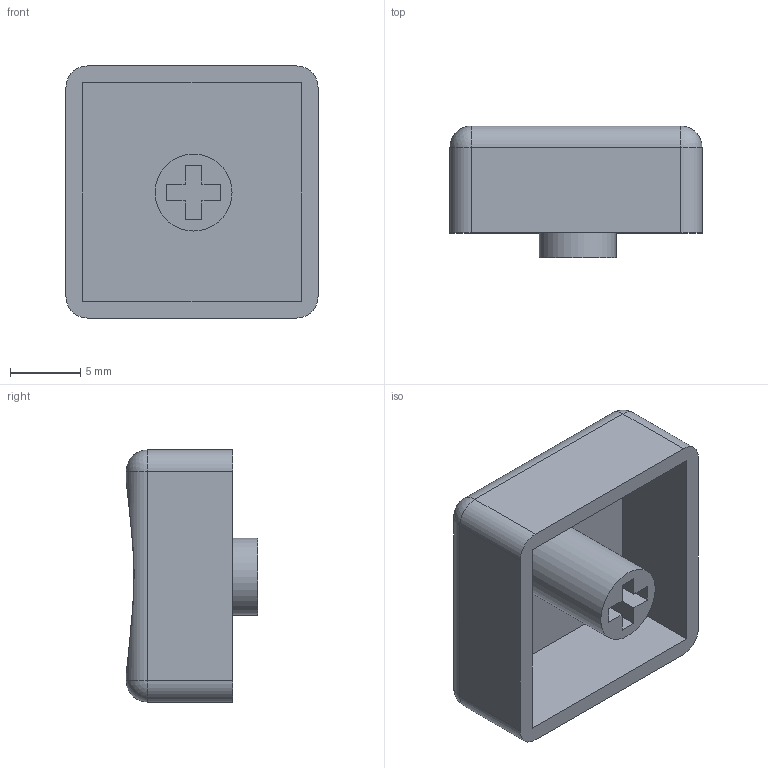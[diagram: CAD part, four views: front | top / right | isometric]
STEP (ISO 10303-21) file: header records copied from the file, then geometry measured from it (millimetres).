
FILE_DESCRIPTION(/* description */ (''),/* implementation_level */ '2;1');
FILE_NAME(/* name */ 'keycap main v1.step',/* time_stamp */ '2025-06-15T20:33:24-04:00',/* author */ (''),/* organization */ (''),/* preprocessor_version */ 'ST-DEVELOPER v20.1',/* originating_system */ 'Autodesk Translation Framework v14.4.0.0',/* authorisation */ '');
FILE_SCHEMA (('AUTOMOTIVE_DESIGN { 1 0 10303 214 3 1 1 }'));
Length unit declared in the file: inch
Products named in the file (2): keycap main; Component1
Assembly tree (1 placements, depth 2):
  keycap main
    Component1
Bounding box: 18 x 9.4 x 18 mm (x, y, z)
Volume: 911 mm3; surface area: 1795.3 mm2
Topology: 1 solids, 1 shells, 42 faces, 99 edges, 62 vertices
Faces by surface type: plane 28, cylinder 9, sphere 4, bspline 1
Full cylindrical faces by diameter (mm): 5.5 x1
Entity records: 1287 total; most frequent: CARTESIAN_POINT 257, DIRECTION 207, ORIENTED_EDGE 198, EDGE_CURVE 99, LINE 75, VECTOR 75, AXIS2_PLACEMENT_3D 66, VERTEX_POINT 62
